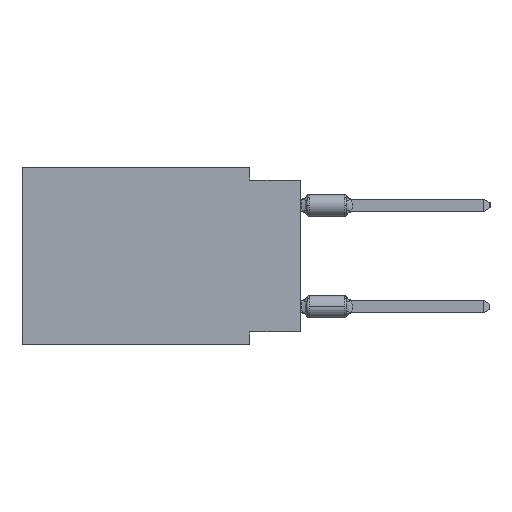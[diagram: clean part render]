
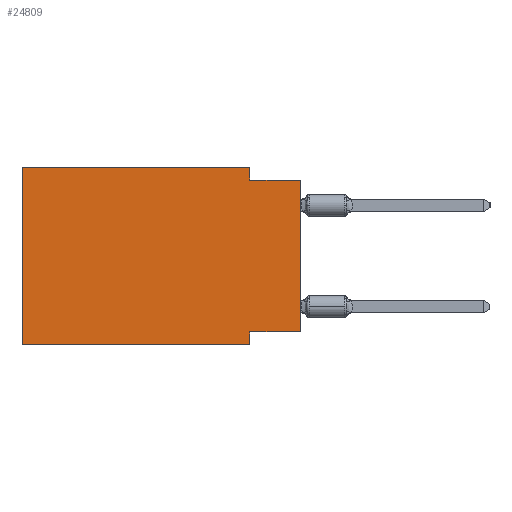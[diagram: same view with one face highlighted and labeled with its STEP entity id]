
A CAD part, left-side view. The second image highlights one B-rep face of the part: STEP entity #24809.
In plain terms, the highlighted planar face has unit normal (-1, 0, 0).
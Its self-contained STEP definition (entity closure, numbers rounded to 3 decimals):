
#18 = EDGE_CURVE ( 'NONE', #35818, #28502, #3535, .T. ) ;
#530 = CARTESIAN_POINT ( 'NONE',  ( 0., 13.97, 0. ) ) ;
#702 = EDGE_CURVE ( 'NONE', #10578, #14345, #19227, .T. ) ;
#1796 = VERTEX_POINT ( 'NONE', #30976 ) ;
#3535 = LINE ( 'NONE', #38275, #36479 ) ;
#3841 = DIRECTION ( 'NONE',  ( 0., 0., -1. ) ) ;
#4003 = CARTESIAN_POINT ( 'NONE',  ( 0., 13.97, -8.89 ) ) ;
#4281 = ORIENTED_EDGE ( 'NONE', *, *, #36670, .F. ) ;
#5862 = PLANE ( 'NONE',  #31366 ) ;
#6966 = DIRECTION ( 'NONE',  ( 0., -1., 0. ) ) ;
#7584 = CARTESIAN_POINT ( 'NONE',  ( 0., 2.54, -0.635 ) ) ;
#7669 = VECTOR ( 'NONE', #17688, 1000. ) ;
#7861 = CARTESIAN_POINT ( 'NONE',  ( 0., 0., 0. ) ) ;
#8332 = LINE ( 'NONE', #7861, #25986 ) ;
#8669 = ORIENTED_EDGE ( 'NONE', *, *, #41835, .F. ) ;
#8807 = DIRECTION ( 'NONE',  ( 0., 1., 0. ) ) ;
#9080 = DIRECTION ( 'NONE',  ( 1., 0., 0. ) ) ;
#10578 = VERTEX_POINT ( 'NONE', #14223 ) ;
#11767 = CARTESIAN_POINT ( 'NONE',  ( 0., 0., -8.255 ) ) ;
#11919 = CARTESIAN_POINT ( 'NONE',  ( 0., 2.54, 0. ) ) ;
#12259 = EDGE_CURVE ( 'NONE', #14345, #31211, #13808, .T. ) ;
#13798 = EDGE_CURVE ( 'NONE', #35818, #1796, #17678, .T. ) ;
#13808 = LINE ( 'NONE', #38268, #7669 ) ;
#14223 = CARTESIAN_POINT ( 'NONE',  ( 0., 2.54, 0. ) ) ;
#14345 = VERTEX_POINT ( 'NONE', #7584 ) ;
#14930 = CARTESIAN_POINT ( 'NONE',  ( 0., 0., -8.255 ) ) ;
#16409 = ORIENTED_EDGE ( 'NONE', *, *, #12259, .F. ) ;
#17678 = LINE ( 'NONE', #530, #42194 ) ;
#17688 = DIRECTION ( 'NONE',  ( 0., -1., 0. ) ) ;
#19227 = LINE ( 'NONE', #11919, #30682 ) ;
#19306 = EDGE_CURVE ( 'NONE', #39325, #44463, #36010, .T. ) ;
#19571 = DIRECTION ( 'NONE',  ( 0., 0., -1. ) ) ;
#19932 = CARTESIAN_POINT ( 'NONE',  ( 0., 0., -0.635 ) ) ;
#20863 = ORIENTED_EDGE ( 'NONE', *, *, #702, .F. ) ;
#21432 = DIRECTION ( 'NONE',  ( 0., -1., 0. ) ) ;
#22218 = DIRECTION ( 'NONE',  ( 0., 0., -1. ) ) ;
#24328 = VECTOR ( 'NONE', #3841, 1000. ) ;
#24809 = ADVANCED_FACE ( 'NONE', ( #29629 ), #5862, .F. ) ;
#25986 = VECTOR ( 'NONE', #36211, 1000. ) ;
#26214 = CARTESIAN_POINT ( 'NONE',  ( 0., 13.97, 0. ) ) ;
#28502 = VERTEX_POINT ( 'NONE', #29655 ) ;
#28899 = EDGE_LOOP ( 'NONE', ( #40708, #16409, #20863, #4281, #37039, #31949, #8669, #31943 ) ) ;
#29629 = FACE_OUTER_BOUND ( 'NONE', #28899, .T. ) ;
#29655 = CARTESIAN_POINT ( 'NONE',  ( 0., 2.54, -8.89 ) ) ;
#30682 = VECTOR ( 'NONE', #22218, 1000. ) ;
#30976 = CARTESIAN_POINT ( 'NONE',  ( 0., 13.97, 0. ) ) ;
#31163 = DIRECTION ( 'NONE',  ( 0., 0., 1. ) ) ;
#31211 = VERTEX_POINT ( 'NONE', #19932 ) ;
#31366 = AXIS2_PLACEMENT_3D ( 'NONE', #26214, #9080, #19571 ) ;
#31481 = CARTESIAN_POINT ( 'NONE',  ( 0., 2.54, -8.89 ) ) ;
#31585 = VECTOR ( 'NONE', #8807, 1000. ) ;
#31943 = ORIENTED_EDGE ( 'NONE', *, *, #19306, .F. ) ;
#31949 = ORIENTED_EDGE ( 'NONE', *, *, #18, .T. ) ;
#32305 = CARTESIAN_POINT ( 'NONE',  ( 0., 2.54, -8.255 ) ) ;
#35378 = CARTESIAN_POINT ( 'NONE',  ( 0., 13.97, 0. ) ) ;
#35818 = VERTEX_POINT ( 'NONE', #4003 ) ;
#36010 = LINE ( 'NONE', #11767, #31585 ) ;
#36211 = DIRECTION ( 'NONE',  ( 0., 0., 1. ) ) ;
#36479 = VECTOR ( 'NONE', #6966, 1000. ) ;
#36670 = EDGE_CURVE ( 'NONE', #1796, #10578, #41983, .T. ) ;
#37039 = ORIENTED_EDGE ( 'NONE', *, *, #13798, .F. ) ;
#37247 = EDGE_CURVE ( 'NONE', #39325, #31211, #8332, .T. ) ;
#38268 = CARTESIAN_POINT ( 'NONE',  ( 0., 0., -0.635 ) ) ;
#38275 = CARTESIAN_POINT ( 'NONE',  ( 0., 13.97, -8.89 ) ) ;
#39325 = VERTEX_POINT ( 'NONE', #14930 ) ;
#40708 = ORIENTED_EDGE ( 'NONE', *, *, #37247, .T. ) ;
#41835 = EDGE_CURVE ( 'NONE', #44463, #28502, #44064, .T. ) ;
#41983 = LINE ( 'NONE', #35378, #42060 ) ;
#42060 = VECTOR ( 'NONE', #21432, 1000. ) ;
#42194 = VECTOR ( 'NONE', #31163, 1000. ) ;
#44064 = LINE ( 'NONE', #31481, #24328 ) ;
#44463 = VERTEX_POINT ( 'NONE', #32305 ) ;
